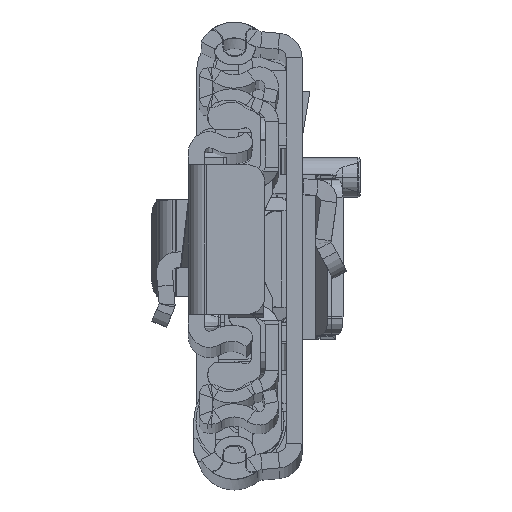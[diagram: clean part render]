
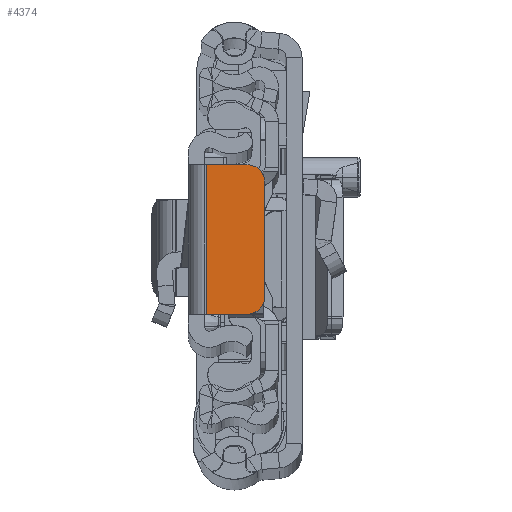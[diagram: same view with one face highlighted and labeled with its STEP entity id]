
A CAD part, top view. The second image highlights one B-rep face of the part: STEP entity #4374.
In plain terms, the highlighted planar face has unit normal (0, 0, 1).
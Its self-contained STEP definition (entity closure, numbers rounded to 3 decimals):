
#38 = CARTESIAN_POINT ( 'NONE',  ( 0., 8.5, 0. ) ) ;
#1844 = AXIS2_PLACEMENT_3D ( 'NONE', #33476, #33880, #4853 ) ;
#2002 = AXIS2_PLACEMENT_3D ( 'NONE', #33519, #33304, #13629 ) ;
#2620 = CARTESIAN_POINT ( 'NONE',  ( -2.05, -8.5, 0. ) ) ;
#2623 = LINE ( 'NONE', #41188, #25021 ) ;
#3874 = EDGE_LOOP ( 'NONE', ( #34713, #19396, #34426, #8633, #21008, #20688 ) ) ;
#4374 = ADVANCED_FACE ( 'NONE', ( #20388 ), #30353, .F. ) ;
#4853 = DIRECTION ( 'NONE',  ( -1., 0., 0. ) ) ;
#5001 = VECTOR ( 'NONE', #29405, 1000. ) ;
#5148 = CARTESIAN_POINT ( 'NONE',  ( -2.05, 8.5, 0. ) ) ;
#5314 = CIRCLE ( 'NONE', #1844, 2. ) ;
#8633 = ORIENTED_EDGE ( 'NONE', *, *, #28098, .F. ) ;
#9918 = VERTEX_POINT ( 'NONE', #5148 ) ;
#11050 = DIRECTION ( 'NONE',  ( -1., 0., 0. ) ) ;
#12166 = EDGE_CURVE ( 'NONE', #20811, #34881, #36060, .T. ) ;
#12980 = LINE ( 'NONE', #38, #17818 ) ;
#13629 = DIRECTION ( 'NONE',  ( -1., 0., 0. ) ) ;
#14399 = CARTESIAN_POINT ( 'NONE',  ( -8.65, -6.5, 0. ) ) ;
#15064 = CARTESIAN_POINT ( 'NONE',  ( -6.65, -8.5, 0. ) ) ;
#15093 = AXIS2_PLACEMENT_3D ( 'NONE', #19170, #32292, #35682 ) ;
#16013 = CARTESIAN_POINT ( 'NONE',  ( -8.65, 6.5, 0. ) ) ;
#17818 = VECTOR ( 'NONE', #11050, 1000. ) ;
#18263 = VERTEX_POINT ( 'NONE', #14399 ) ;
#19058 = EDGE_CURVE ( 'NONE', #34881, #18263, #39532, .T. ) ;
#19170 = CARTESIAN_POINT ( 'NONE',  ( -6.65, 6.5, 0. ) ) ;
#19322 = VERTEX_POINT ( 'NONE', #2620 ) ;
#19396 = ORIENTED_EDGE ( 'NONE', *, *, #32985, .T. ) ;
#20388 = FACE_OUTER_BOUND ( 'NONE', #3874, .T. ) ;
#20688 = ORIENTED_EDGE ( 'NONE', *, *, #12166, .T. ) ;
#20811 = VERTEX_POINT ( 'NONE', #37640 ) ;
#21008 = ORIENTED_EDGE ( 'NONE', *, *, #40530, .T. ) ;
#22817 = LINE ( 'NONE', #36581, #5001 ) ;
#25021 = VECTOR ( 'NONE', #40768, 1000. ) ;
#26596 = DIRECTION ( 'NONE',  ( 0., -1., 0. ) ) ;
#28098 = EDGE_CURVE ( 'NONE', #9918, #19322, #22817, .T. ) ;
#29405 = DIRECTION ( 'NONE',  ( 0., -1., 0. ) ) ;
#30353 = PLANE ( 'NONE',  #2002 ) ;
#31508 = VERTEX_POINT ( 'NONE', #15064 ) ;
#32292 = DIRECTION ( 'NONE',  ( 0., 0., 1. ) ) ;
#32347 = VECTOR ( 'NONE', #26596, 1000. ) ;
#32746 = CARTESIAN_POINT ( 'NONE',  ( -8.65, 0., 0. ) ) ;
#32985 = EDGE_CURVE ( 'NONE', #18263, #31508, #5314, .T. ) ;
#33304 = DIRECTION ( 'NONE',  ( 0., 0., -1. ) ) ;
#33476 = CARTESIAN_POINT ( 'NONE',  ( -6.65, -6.5, 0. ) ) ;
#33519 = CARTESIAN_POINT ( 'NONE',  ( 0., 0., 0. ) ) ;
#33880 = DIRECTION ( 'NONE',  ( 0., 0., 1. ) ) ;
#34426 = ORIENTED_EDGE ( 'NONE', *, *, #35142, .T. ) ;
#34713 = ORIENTED_EDGE ( 'NONE', *, *, #19058, .T. ) ;
#34881 = VERTEX_POINT ( 'NONE', #16013 ) ;
#35142 = EDGE_CURVE ( 'NONE', #31508, #19322, #2623, .T. ) ;
#35682 = DIRECTION ( 'NONE',  ( -1., 0., 0. ) ) ;
#36060 = CIRCLE ( 'NONE', #15093, 2. ) ;
#36581 = CARTESIAN_POINT ( 'NONE',  ( -2.05, -8.5, 0. ) ) ;
#37640 = CARTESIAN_POINT ( 'NONE',  ( -6.65, 8.5, 0. ) ) ;
#39532 = LINE ( 'NONE', #32746, #32347 ) ;
#40530 = EDGE_CURVE ( 'NONE', #9918, #20811, #12980, .T. ) ;
#40768 = DIRECTION ( 'NONE',  ( 1., 0., 0. ) ) ;
#41188 = CARTESIAN_POINT ( 'NONE',  ( 0., -8.5, 0. ) ) ;
